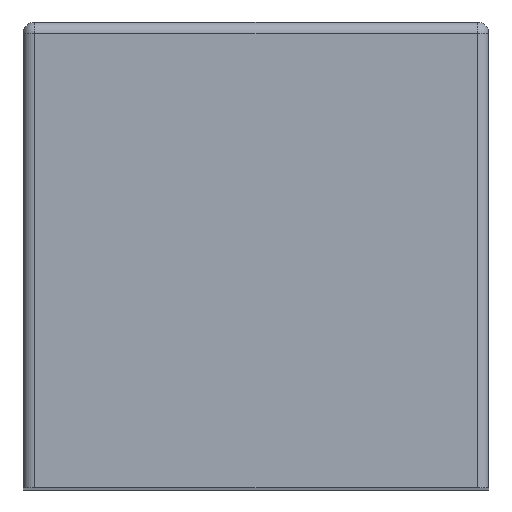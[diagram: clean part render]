
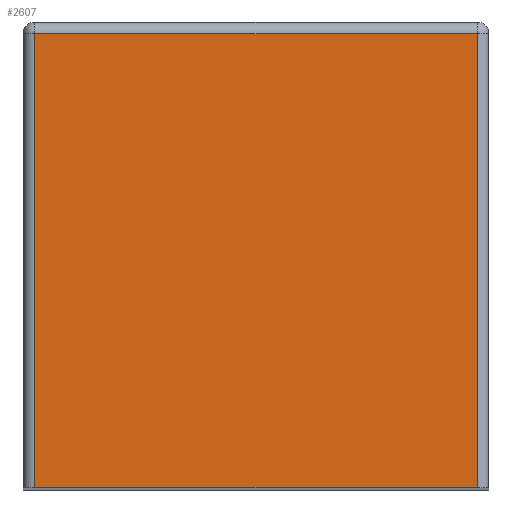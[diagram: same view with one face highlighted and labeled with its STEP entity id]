
A CAD part, top view. The second image highlights one B-rep face of the part: STEP entity #2607.
In plain terms, the highlighted planar face has unit normal (0, 0, 1).
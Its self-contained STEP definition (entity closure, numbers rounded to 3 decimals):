
#658=DIRECTION('',(0.,1.,0.));
#659=VECTOR('',#658,39.);
#660=CARTESIAN_POINT('',(19.,0.,40.5));
#661=LINE('',#660,#659);
#665=DIRECTION('',(1.,0.,0.));
#666=VECTOR('',#665,38.);
#667=CARTESIAN_POINT('',(-19.,0.,40.5));
#668=LINE('',#667,#666);
#672=DIRECTION('',(0.,-1.,0.));
#673=VECTOR('',#672,39.);
#674=CARTESIAN_POINT('',(-19.,39.,40.5));
#675=LINE('',#674,#673);
#679=DIRECTION('',(-1.,0.,0.));
#680=VECTOR('',#679,38.);
#681=CARTESIAN_POINT('',(19.,39.,40.5));
#682=LINE('',#681,#680);
#2089=CARTESIAN_POINT('',(19.,0.,40.5));
#2091=VERTEX_POINT('',#2089);
#2092=CARTESIAN_POINT('',(19.,39.,40.5));
#2093=VERTEX_POINT('',#2092);
#2096=CARTESIAN_POINT('',(-19.,39.,40.5));
#2097=VERTEX_POINT('',#2096);
#2098=CARTESIAN_POINT('',(-19.,0.,40.5));
#2100=VERTEX_POINT('',#2098);
#2594=CARTESIAN_POINT('',(0.,0.,40.5));
#2595=DIRECTION('',(0.,0.,1.));
#2596=DIRECTION('',(0.,1.,0.));
#2597=AXIS2_PLACEMENT_3D('',#2594,#2595,#2596);
#2598=PLANE('',#2597);
#2599=ORIENTED_EDGE('',*,*,#2585,.F.);
#2600=ORIENTED_EDGE('',*,*,#2401,.F.);
#2602=ORIENTED_EDGE('',*,*,#2601,.F.);
#2604=ORIENTED_EDGE('',*,*,#2603,.F.);
#2605=EDGE_LOOP('',(#2599,#2600,#2602,#2604));
#2606=FACE_OUTER_BOUND('',#2605,.F.);
#2607=ADVANCED_FACE('',(#2606),#2598,.T.);
#2401=EDGE_CURVE('',#2100,#2091,#668,.T.);
#2585=EDGE_CURVE('',#2091,#2093,#661,.T.);
#2601=EDGE_CURVE('',#2097,#2100,#675,.T.);
#2603=EDGE_CURVE('',#2093,#2097,#682,.T.);
